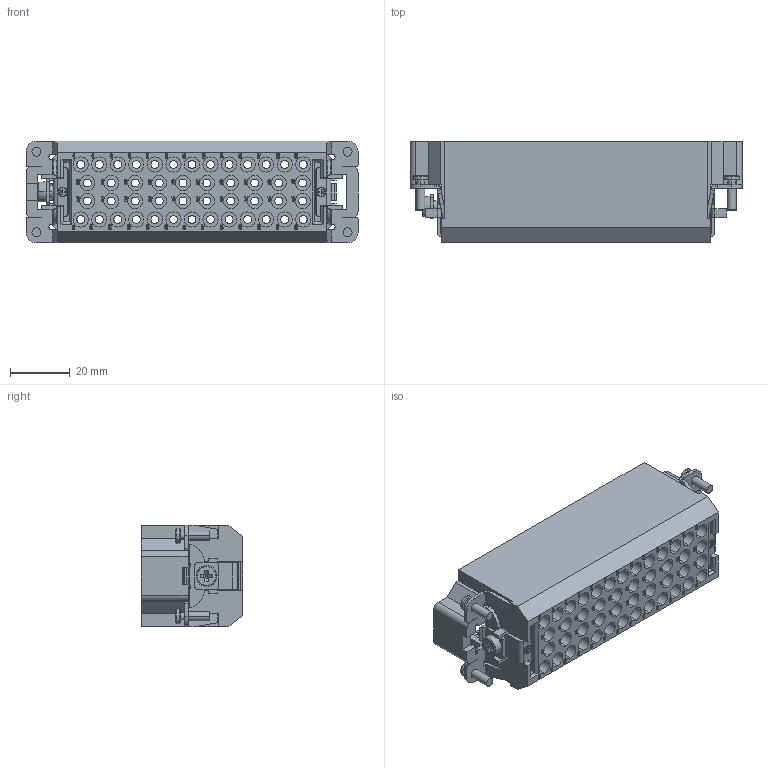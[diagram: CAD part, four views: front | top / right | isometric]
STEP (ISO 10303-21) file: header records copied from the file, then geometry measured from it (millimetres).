
FILE_DESCRIPTION((''),'2;1');
FILE_NAME('HEE-046-M_47-92','2017-08-14T',('tl.yang'),(''),'PRO/ENGINEER BY PARAMETRIC TECHNOLOGY CORPORATION, 2011500','PRO/ENGINEER BY PARAMETRIC TECHNOLOGY CORPORATION, 2011500','');
FILE_SCHEMA(('CONFIG_CONTROL_DESIGN'));
Products named in the file (1): HEE-046-M_47-92
Bounding box: 111 x 34 x 34 mm (x, y, z)
Volume: 58117.7 mm3; surface area: 40736.2 mm2
Topology: 1 solids, 1 shells, 8893 faces, 25288 edges, 16858 vertices
Faces by surface type: plane 8233, cylinder 512, torus 98, bspline 32, cone 18
Entity records: 285423 total; most frequent: CARTESIAN_POINT 52289, ORIENTED_EDGE 50576, DIRECTION 44272, EDGE_CURVE 25288, VECTOR 23872, LINE 23872, VERTEX_POINT 16858, AXIS2_PLACEMENT_3D 10200
